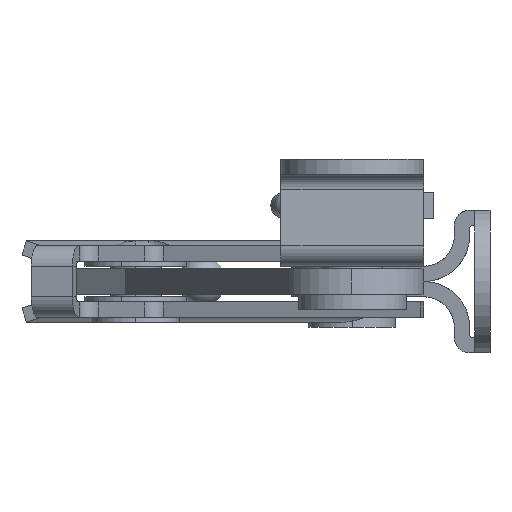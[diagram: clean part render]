
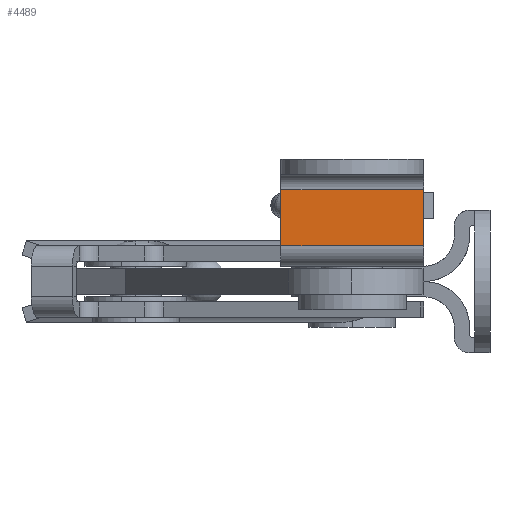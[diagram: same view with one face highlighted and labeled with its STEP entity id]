
A CAD part, left-side view. The second image highlights one B-rep face of the part: STEP entity #4489.
In plain terms, the highlighted planar face has unit normal (-1, 0, 0).
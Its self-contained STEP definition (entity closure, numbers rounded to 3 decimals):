
#723 = VERTEX_POINT ( 'NONE', #7274 ) ;
#771 = CARTESIAN_POINT ( 'NONE',  ( -10.7, 7., 7.5 ) ) ;
#978 = DIRECTION ( 'NONE',  ( 0., -1., 0. ) ) ;
#1034 = CARTESIAN_POINT ( 'NONE',  ( -10.7, 7., 7.5 ) ) ;
#1398 = PLANE ( 'NONE',  #6913 ) ;
#1498 = EDGE_CURVE ( 'NONE', #723, #8132, #1599, .T. ) ;
#1599 = LINE ( 'NONE', #5077, #3112 ) ;
#1620 = LINE ( 'NONE', #7665, #4733 ) ;
#1621 = CARTESIAN_POINT ( 'NONE',  ( -10.7, 7., 7.5 ) ) ;
#1924 = VERTEX_POINT ( 'NONE', #8079 ) ;
#2055 = DIRECTION ( 'NONE',  ( 1., 0., 0. ) ) ;
#2308 = VECTOR ( 'NONE', #978, 1000. ) ;
#2347 = DIRECTION ( 'NONE',  ( 0., 0., 1. ) ) ;
#3112 = VECTOR ( 'NONE', #4444, 1000. ) ;
#3239 = EDGE_CURVE ( 'NONE', #1924, #7439, #4204, .T. ) ;
#3305 = ORIENTED_EDGE ( 'NONE', *, *, #1498, .T. ) ;
#3818 = EDGE_CURVE ( 'NONE', #1924, #723, #6214, .T. ) ;
#3833 = DIRECTION ( 'NONE',  ( 0., -1., 0. ) ) ;
#3990 = DIRECTION ( 'NONE',  ( 0., 0., -1. ) ) ;
#4204 = LINE ( 'NONE', #1034, #6984 ) ;
#4444 = DIRECTION ( 'NONE',  ( 0., 0., 1. ) ) ;
#4489 = ADVANCED_FACE ( 'NONE', ( #5821 ), #1398, .F. ) ;
#4533 = ORIENTED_EDGE ( 'NONE', *, *, #6216, .F. ) ;
#4584 = EDGE_LOOP ( 'NONE', ( #3305, #4533, #6108, #7896 ) ) ;
#4733 = VECTOR ( 'NONE', #3833, 1000. ) ;
#5077 = CARTESIAN_POINT ( 'NONE',  ( -10.7, -7., 7.5 ) ) ;
#5821 = FACE_OUTER_BOUND ( 'NONE', #4584, .T. ) ;
#6108 = ORIENTED_EDGE ( 'NONE', *, *, #3239, .F. ) ;
#6182 = CARTESIAN_POINT ( 'NONE',  ( -10.7, -7., 7.5 ) ) ;
#6214 = LINE ( 'NONE', #6706, #2308 ) ;
#6216 = EDGE_CURVE ( 'NONE', #7439, #8132, #1620, .T. ) ;
#6706 = CARTESIAN_POINT ( 'NONE',  ( -10.7, 7., 2. ) ) ;
#6913 = AXIS2_PLACEMENT_3D ( 'NONE', #771, #2055, #3990 ) ;
#6984 = VECTOR ( 'NONE', #2347, 1000. ) ;
#7274 = CARTESIAN_POINT ( 'NONE',  ( -10.7, -7., 2. ) ) ;
#7439 = VERTEX_POINT ( 'NONE', #1621 ) ;
#7665 = CARTESIAN_POINT ( 'NONE',  ( -10.7, 7., 7.5 ) ) ;
#7896 = ORIENTED_EDGE ( 'NONE', *, *, #3818, .T. ) ;
#8079 = CARTESIAN_POINT ( 'NONE',  ( -10.7, 7., 2. ) ) ;
#8132 = VERTEX_POINT ( 'NONE', #6182 ) ;
